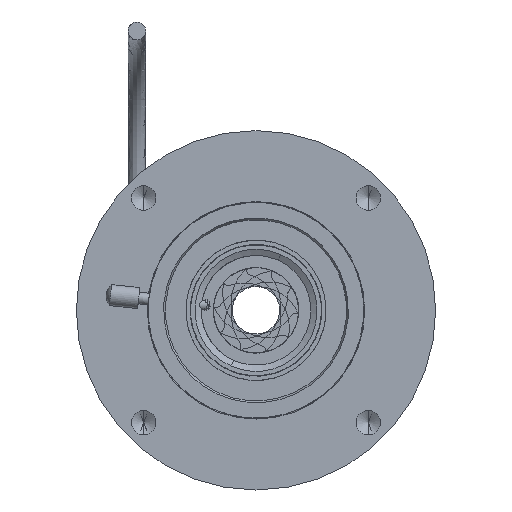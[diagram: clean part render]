
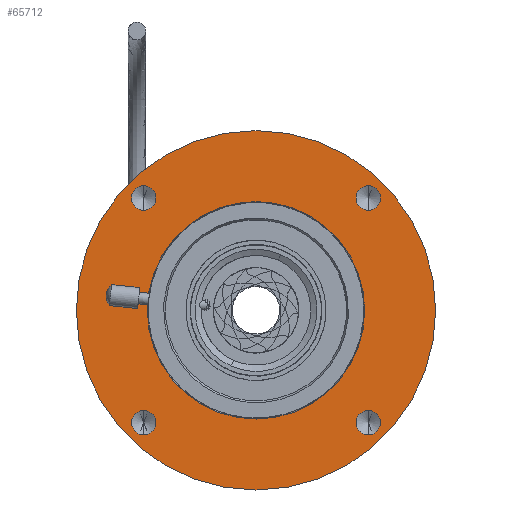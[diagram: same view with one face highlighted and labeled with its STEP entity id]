
A CAD part, left-side view. The second image highlights one B-rep face of the part: STEP entity #65712.
In plain terms, the highlighted planar face has unit normal (-1, 0, 0).
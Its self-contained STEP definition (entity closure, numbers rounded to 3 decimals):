
#59 = EDGE_LOOP ( 'NONE', ( #13287, #67665 ) ) ;
#525 = CIRCLE ( 'NONE', #50003, 1.727 ) ;
#554 = ORIENTED_EDGE ( 'NONE', *, *, #52024, .F. ) ;
#716 = EDGE_CURVE ( 'NONE', #59640, #17125, #67801, .T. ) ;
#861 = EDGE_CURVE ( 'NONE', #52825, #86273, #525, .T. ) ;
#2356 = CARTESIAN_POINT ( 'NONE',  ( 0., -15.875, -14.148 ) ) ;
#2914 = VERTEX_POINT ( 'NONE', #31377 ) ;
#4489 = AXIS2_PLACEMENT_3D ( 'NONE', #37655, #22790, #68094 ) ;
#5136 = EDGE_CURVE ( 'NONE', #5389, #9552, #30315, .T. ) ;
#5389 = VERTEX_POINT ( 'NONE', #58038 ) ;
#6442 = AXIS2_PLACEMENT_3D ( 'NONE', #6711, #59493, #14223 ) ;
#6711 = CARTESIAN_POINT ( 'NONE',  ( 0., -15.875, 15.875 ) ) ;
#8489 = EDGE_CURVE ( 'NONE', #9552, #5389, #87920, .T. ) ;
#9227 = AXIS2_PLACEMENT_3D ( 'NONE', #38213, #91063, #45834 ) ;
#9552 = VERTEX_POINT ( 'NONE', #24125 ) ;
#10070 = AXIS2_PLACEMENT_3D ( 'NONE', #79907, #34627, #87492 ) ;
#10778 = VERTEX_POINT ( 'NONE', #73667 ) ;
#11291 = AXIS2_PLACEMENT_3D ( 'NONE', #57760, #12514, #65352 ) ;
#12448 = DIRECTION ( 'NONE',  ( -1., 0., 0. ) ) ;
#12514 = DIRECTION ( 'NONE',  ( -1., 0., 0. ) ) ;
#12615 = ORIENTED_EDGE ( 'NONE', *, *, #44301, .T. ) ;
#13287 = ORIENTED_EDGE ( 'NONE', *, *, #40498, .F. ) ;
#13722 = DIRECTION ( 'NONE',  ( -1., 0., 0. ) ) ;
#14223 = DIRECTION ( 'NONE',  ( 0., 0., 1. ) ) ;
#14977 = ORIENTED_EDGE ( 'NONE', *, *, #5136, .F. ) ;
#15019 = CARTESIAN_POINT ( 'NONE',  ( 0., 15.875, 15.875 ) ) ;
#15223 = DIRECTION ( 'NONE',  ( 0., 0., 1. ) ) ;
#15981 = CARTESIAN_POINT ( 'NONE',  ( 0., 0., 15.367 ) ) ;
#16395 = CIRCLE ( 'NONE', #78953, 1.727 ) ;
#17055 = CARTESIAN_POINT ( 'NONE',  ( 0., 0., 25.4 ) ) ;
#17125 = VERTEX_POINT ( 'NONE', #17055 ) ;
#19299 = DIRECTION ( 'NONE',  ( -1., 0., 0. ) ) ;
#20431 = DIRECTION ( 'NONE',  ( 0., 0., 1. ) ) ;
#20588 = EDGE_LOOP ( 'NONE', ( #14977, #93939 ) ) ;
#21169 = ORIENTED_EDGE ( 'NONE', *, *, #861, .F. ) ;
#21410 = ORIENTED_EDGE ( 'NONE', *, *, #42454, .F. ) ;
#21422 = DIRECTION ( 'NONE',  ( -1., 0., 0. ) ) ;
#22564 = DIRECTION ( 'NONE',  ( 0., 0., 1. ) ) ;
#22790 = DIRECTION ( 'NONE',  ( -1., 0., 0. ) ) ;
#23420 = DIRECTION ( 'NONE',  ( 1., 0., 0. ) ) ;
#24125 = CARTESIAN_POINT ( 'NONE',  ( 0., 15.875, -17.602 ) ) ;
#27409 = CIRCLE ( 'NONE', #6442, 1.727 ) ;
#27795 = EDGE_CURVE ( 'NONE', #29246, #46641, #62177, .T. ) ;
#29246 = VERTEX_POINT ( 'NONE', #15981 ) ;
#30315 = CIRCLE ( 'NONE', #87728, 1.727 ) ;
#31377 = CARTESIAN_POINT ( 'NONE',  ( 0., 15.875, 17.602 ) ) ;
#31444 = EDGE_CURVE ( 'NONE', #86273, #52825, #36358, .T. ) ;
#31646 = FACE_OUTER_BOUND ( 'NONE', #55377, .T. ) ;
#32660 = VERTEX_POINT ( 'NONE', #56422 ) ;
#33253 = DIRECTION ( 'NONE',  ( -1., 0., 0. ) ) ;
#33307 = CIRCLE ( 'NONE', #60250, 15.367 ) ;
#33983 = ORIENTED_EDGE ( 'NONE', *, *, #27795, .F. ) ;
#34011 = FACE_BOUND ( 'NONE', #20588, .T. ) ;
#34627 = DIRECTION ( 'NONE',  ( -1., 0., 0. ) ) ;
#35444 = EDGE_LOOP ( 'NONE', ( #21169, #49615 ) ) ;
#36358 = CIRCLE ( 'NONE', #10070, 1.727 ) ;
#36685 = DIRECTION ( 'NONE',  ( -1., 0., 0. ) ) ;
#37655 = CARTESIAN_POINT ( 'NONE',  ( 0., 0., 0. ) ) ;
#38213 = CARTESIAN_POINT ( 'NONE',  ( 0., 15.875, 15.875 ) ) ;
#38314 = PLANE ( 'NONE',  #44997 ) ;
#38676 = CIRCLE ( 'NONE', #9227, 1.727 ) ;
#40498 = EDGE_CURVE ( 'NONE', #54276, #32660, #27409, .T. ) ;
#40961 = AXIS2_PLACEMENT_3D ( 'NONE', #64589, #19299, #72178 ) ;
#42454 = EDGE_CURVE ( 'NONE', #2914, #10778, #38676, .T. ) ;
#42482 = CARTESIAN_POINT ( 'NONE',  ( 0., 0., -25.4 ) ) ;
#43319 = ORIENTED_EDGE ( 'NONE', *, *, #59959, .F. ) ;
#43877 = CIRCLE ( 'NONE', #40961, 25.4 ) ;
#44301 = EDGE_CURVE ( 'NONE', #17125, #59640, #43877, .T. ) ;
#44997 = AXIS2_PLACEMENT_3D ( 'NONE', #68739, #23420, #76354 ) ;
#45834 = DIRECTION ( 'NONE',  ( 0., 0., 1. ) ) ;
#46641 = VERTEX_POINT ( 'NONE', #48392 ) ;
#48392 = CARTESIAN_POINT ( 'NONE',  ( 0., 0., -15.367 ) ) ;
#49041 = ORIENTED_EDGE ( 'NONE', *, *, #716, .T. ) ;
#49615 = ORIENTED_EDGE ( 'NONE', *, *, #31444, .F. ) ;
#50003 = AXIS2_PLACEMENT_3D ( 'NONE', #89325, #36685, #20431 ) ;
#50792 = AXIS2_PLACEMENT_3D ( 'NONE', #15019, #67871, #22564 ) ;
#51771 = FACE_BOUND ( 'NONE', #84537, .T. ) ;
#52024 = EDGE_CURVE ( 'NONE', #46641, #29246, #33307, .T. ) ;
#52825 = VERTEX_POINT ( 'NONE', #2356 ) ;
#54171 = FACE_BOUND ( 'NONE', #59, .T. ) ;
#54276 = VERTEX_POINT ( 'NONE', #81881 ) ;
#55377 = EDGE_LOOP ( 'NONE', ( #12615, #49041 ) ) ;
#56422 = CARTESIAN_POINT ( 'NONE',  ( 0., -15.875, 14.148 ) ) ;
#57704 = CARTESIAN_POINT ( 'NONE',  ( 0., 0., 0. ) ) ;
#57760 = CARTESIAN_POINT ( 'NONE',  ( 0., 15.875, -15.875 ) ) ;
#58038 = CARTESIAN_POINT ( 'NONE',  ( 0., 15.875, -14.148 ) ) ;
#59493 = DIRECTION ( 'NONE',  ( -1., 0., 0. ) ) ;
#59640 = VERTEX_POINT ( 'NONE', #42482 ) ;
#59959 = EDGE_CURVE ( 'NONE', #10778, #2914, #72488, .T. ) ;
#60250 = AXIS2_PLACEMENT_3D ( 'NONE', #78552, #33253, #86145 ) ;
#62177 = CIRCLE ( 'NONE', #75777, 15.367 ) ;
#64589 = CARTESIAN_POINT ( 'NONE',  ( 0., 0., 0. ) ) ;
#65281 = DIRECTION ( 'NONE',  ( 0., 0., 1. ) ) ;
#65352 = DIRECTION ( 'NONE',  ( 0., 0., 1. ) ) ;
#65712 = ADVANCED_FACE ( 'NONE', ( #54171, #91944, #34011, #71870, #51771, #31646 ), #38314, .F. ) ;
#66725 = CARTESIAN_POINT ( 'NONE',  ( 0., -15.875, 15.875 ) ) ;
#67665 = ORIENTED_EDGE ( 'NONE', *, *, #74428, .F. ) ;
#67801 = CIRCLE ( 'NONE', #4489, 25.4 ) ;
#67871 = DIRECTION ( 'NONE',  ( -1., 0., 0. ) ) ;
#68094 = DIRECTION ( 'NONE',  ( 0., 0., 1. ) ) ;
#68739 = CARTESIAN_POINT ( 'NONE',  ( 0., 15.367, 0. ) ) ;
#71870 = FACE_BOUND ( 'NONE', #78679, .T. ) ;
#72178 = DIRECTION ( 'NONE',  ( 0., 0., 1. ) ) ;
#72488 = CIRCLE ( 'NONE', #50792, 1.727 ) ;
#73667 = CARTESIAN_POINT ( 'NONE',  ( 0., 15.875, 14.148 ) ) ;
#74326 = DIRECTION ( 'NONE',  ( 0., 0., 1. ) ) ;
#74428 = EDGE_CURVE ( 'NONE', #32660, #54276, #16395, .T. ) ;
#75777 = AXIS2_PLACEMENT_3D ( 'NONE', #57704, #12448, #65281 ) ;
#76354 = DIRECTION ( 'NONE',  ( 0., 0., -1. ) ) ;
#77826 = CARTESIAN_POINT ( 'NONE',  ( 0., -15.875, -17.602 ) ) ;
#78552 = CARTESIAN_POINT ( 'NONE',  ( 0., 0., 0. ) ) ;
#78679 = EDGE_LOOP ( 'NONE', ( #21410, #43319 ) ) ;
#78953 = AXIS2_PLACEMENT_3D ( 'NONE', #66725, #21422, #74326 ) ;
#79907 = CARTESIAN_POINT ( 'NONE',  ( 0., -15.875, -15.875 ) ) ;
#81881 = CARTESIAN_POINT ( 'NONE',  ( 0., -15.875, 17.602 ) ) ;
#84537 = EDGE_LOOP ( 'NONE', ( #33983, #554 ) ) ;
#86145 = DIRECTION ( 'NONE',  ( 0., 0., 1. ) ) ;
#86273 = VERTEX_POINT ( 'NONE', #77826 ) ;
#87492 = DIRECTION ( 'NONE',  ( 0., 0., 1. ) ) ;
#87728 = AXIS2_PLACEMENT_3D ( 'NONE', #92394, #13722, #15223 ) ;
#87920 = CIRCLE ( 'NONE', #11291, 1.727 ) ;
#89325 = CARTESIAN_POINT ( 'NONE',  ( 0., -15.875, -15.875 ) ) ;
#91063 = DIRECTION ( 'NONE',  ( -1., 0., 0. ) ) ;
#91944 = FACE_BOUND ( 'NONE', #35444, .T. ) ;
#92394 = CARTESIAN_POINT ( 'NONE',  ( 0., 15.875, -15.875 ) ) ;
#93939 = ORIENTED_EDGE ( 'NONE', *, *, #8489, .F. ) ;
